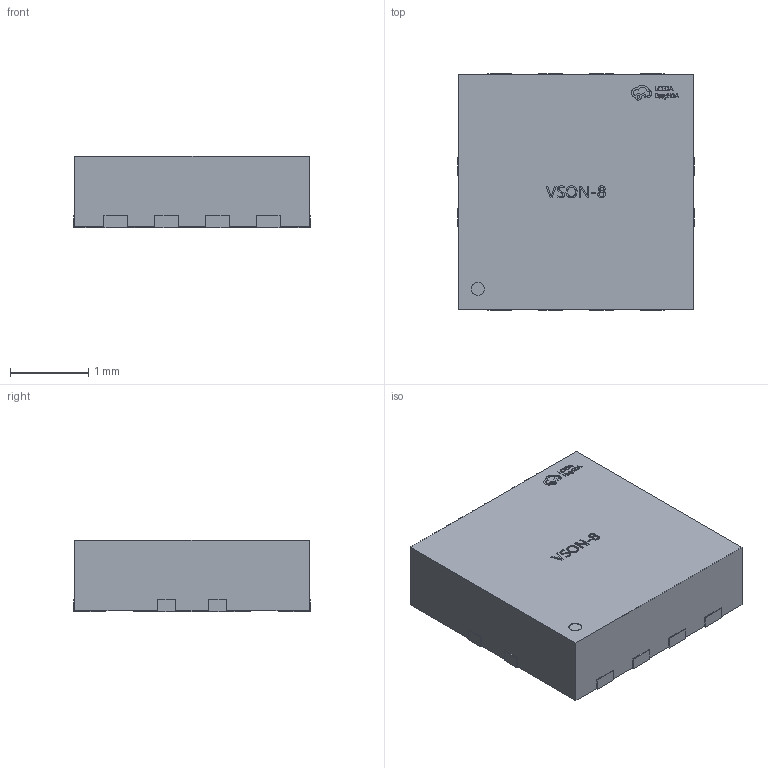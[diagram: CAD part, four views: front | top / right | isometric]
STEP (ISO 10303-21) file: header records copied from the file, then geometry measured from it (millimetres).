
FILE_DESCRIPTION (( 'STEP AP214' ), '1' );
FILE_NAME ('VSON-8_L3.0-W3.0-H0.9-P0.65.step', '2022-07-26T09:32:36', ( '' ), ( '' ), 'SwSTEP 2.0', 'SolidWorks 2020', '' );
FILE_SCHEMA (( 'AUTOMOTIVE_DESIGN' ));
Length unit declared in the file: millimetre
Products named in the file (1): VSON-8_L3.0-W3.0-H0.9-P0.65
Bounding box: 3.02 x 3.02 x 0.91 mm (x, y, z)
Volume: 8.1 mm3; surface area: 29.3 mm2
Topology: 14 solids, 14 shells, 453 faces, 1224 edges, 816 vertices
Faces by surface type: plane 297, bspline 154, cylinder 2
Entity records: 22708 total; most frequent: CARTESIAN_POINT 7208, ORIENTED_EDGE 2448, DIRECTION 1516, EDGE_CURVE 1224, VECTOR 908, LINE 908, VERTEX_POINT 816, EDGE_LOOP 482
